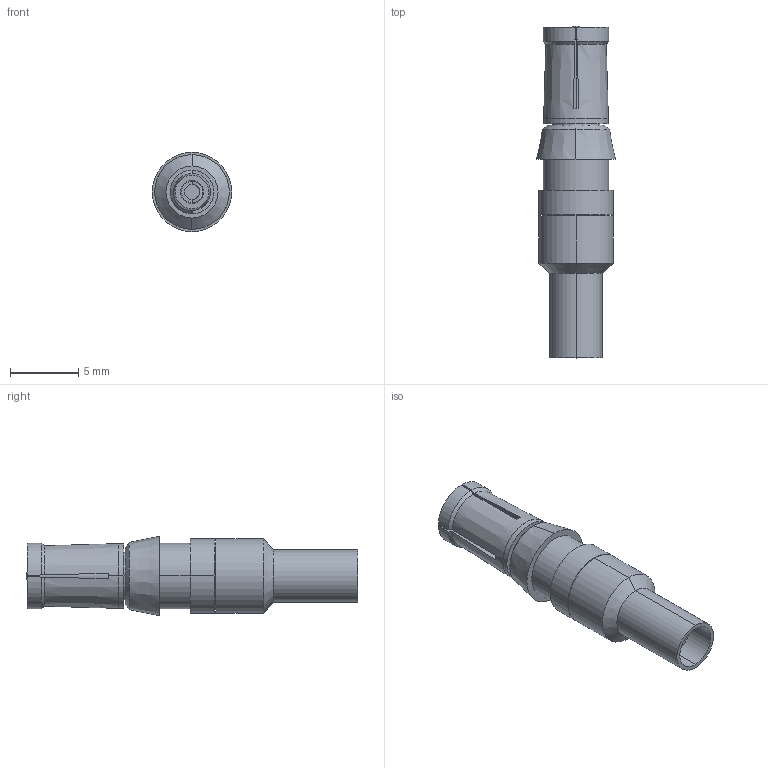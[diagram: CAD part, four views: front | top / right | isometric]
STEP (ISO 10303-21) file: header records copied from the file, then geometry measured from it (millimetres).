
FILE_DESCRIPTION(/* description */ (''),/* implementation_level */ '2;1');
FILE_NAME(/* name */ 'L17DM537421.stp',/* time_stamp */ '2017-06-21T07:56:59+02:00',/* author */ (''),/* organization */ (''),/* preprocessor_version */ 'ST-DEVELOPER v15',/* originating_system */ 'SIEMENS PLM Software NX 9.0',/* authorisation */ '');
FILE_SCHEMA (('AUTOMOTIVE_DESIGN { 1 0 10303 214 3 1 1 1 }'));
Length unit declared in the file: millimetre
Products named in the file (1): l 17 dm 537 421nxm001-01
Bounding box: 5.8 x 24.25 x 5.8 mm (x, y, z)
Volume: 249.5 mm3; surface area: 874.9 mm2
Topology: 2 solids, 2 shells, 108 faces, 273 edges, 176 vertices
Faces by surface type: plane 39, cylinder 37, cone 26, torus 4, bspline 2
Entity records: 4313 total; most frequent: CARTESIAN_POINT 961, DIRECTION 554, ORIENTED_EDGE 546, EDGE_CURVE 273, AXIS2_PLACEMENT_3D 236, VERTEX_POINT 176, CIRCLE 129, EDGE_LOOP 119
